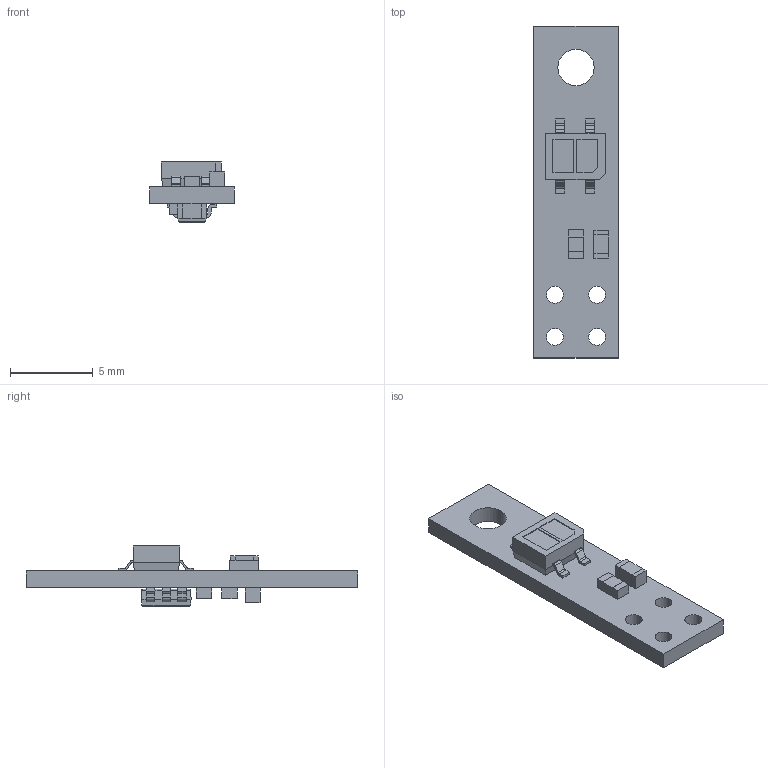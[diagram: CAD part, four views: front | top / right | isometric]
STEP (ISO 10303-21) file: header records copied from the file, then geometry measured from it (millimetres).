
FILE_DESCRIPTION (( 'STEP AP214' ), '1' );
FILE_NAME ('qtr-hd-01x.step', '2018-09-21T23:39:48', ( '' ), ( '' ), 'SwSTEP 2.0', 'SolidWorks 2016', '' );
FILE_SCHEMA (( 'AUTOMOTIVE_DESIGN' ));
Length unit declared in the file: millimetre
Products named in the file (1): qtr-hd-01x
Bounding box: 5.08 x 20 x 3.62 mm (x, y, z)
Volume: 122.6 mm3; surface area: 332.9 mm2
Topology: 1 solids, 1 shells, 570 faces, 1567 edges, 1035 vertices
Faces by surface type: plane 371, bspline 146, cylinder 53
Full cylindrical faces by diameter (mm): 1.016 x4, 2.184 x1
Entity records: 29060 total; most frequent: CARTESIAN_POINT 9194, ORIENTED_EDGE 3124, DIRECTION 2190, EDGE_CURVE 1562, LINE 1160, VECTOR 1160, VERTEX_POINT 1035, EDGE_LOOP 639
